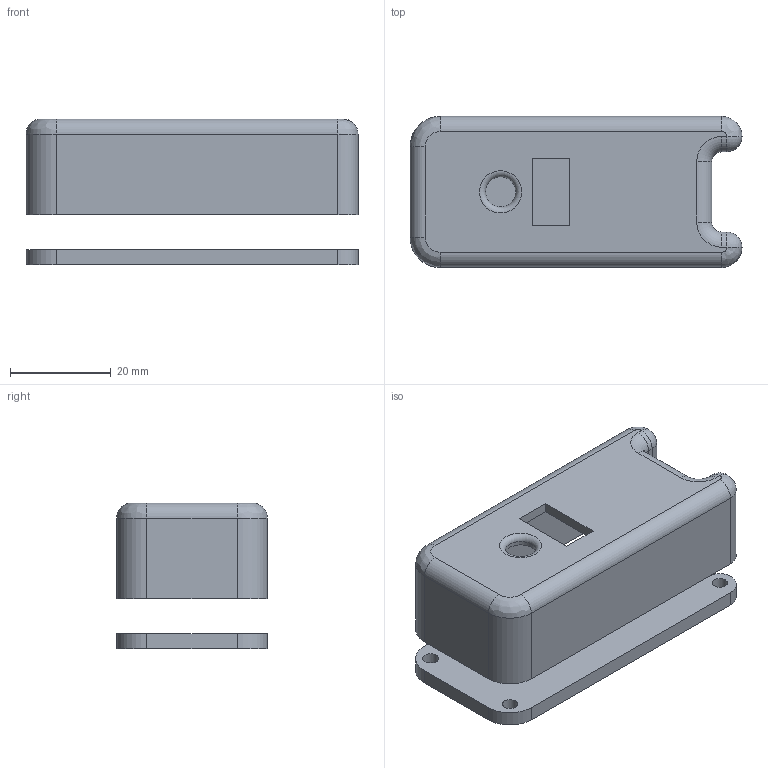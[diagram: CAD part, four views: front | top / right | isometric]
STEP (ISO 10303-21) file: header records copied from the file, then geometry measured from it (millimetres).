
FILE_DESCRIPTION(/* description */ (''),/* implementation_level */ '2;1');
FILE_NAME(/* name */ 'sensor_node.step',/* time_stamp */ '2024-07-11T21:14:40+08:00',/* author */ (''),/* organization */ (''),/* preprocessor_version */ 'ST-DEVELOPER v15.2',/* originating_system */ 'Autodesk Translator Framework v2.0.0.5431',/* authorisation */ '');
FILE_SCHEMA (('AUTOMOTIVE_DESIGN { 1 0 10303 214 3 1 1 }'));
Length unit declared in the file: centimetre
Products named in the file (1): ESP8266无线光照检测仪表
Bounding box: 66 x 30 x 29 mm (x, y, z)
Volume: 15070.7 mm3; surface area: 14636.7 mm2
Topology: 2 solids, 2 shells, 119 faces, 289 edges, 179 vertices
Faces by surface type: cylinder 57, plane 41, bspline 10, torus 9, sphere 2
Full cylindrical faces by diameter (mm): 3 x4, 3.2 x4, 6 x1
Entity records: 3524 total; most frequent: CARTESIAN_POINT 690, DIRECTION 628, ORIENTED_EDGE 546, EDGE_CURVE 273, AXIS2_PLACEMENT_3D 245, VERTEX_POINT 175, EDGE_LOOP 150, LINE 138
